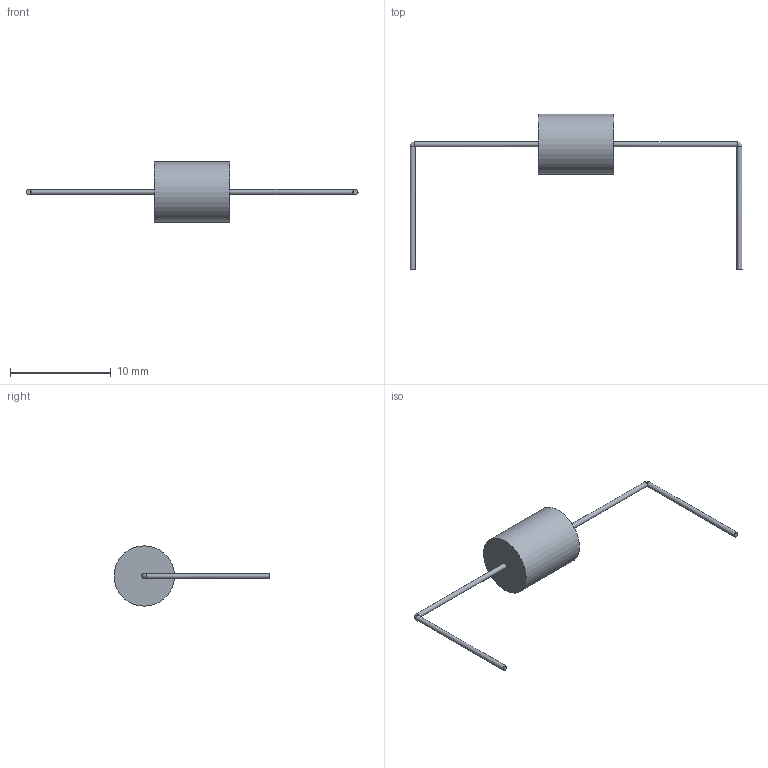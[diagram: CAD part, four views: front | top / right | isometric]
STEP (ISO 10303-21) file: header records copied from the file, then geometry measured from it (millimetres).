
FILE_DESCRIPTION(/* description */ (''),/* implementation_level */ '2;1');
FILE_NAME(/* name */ 'KC139.stp',/* time_stamp */ '2023-12-19T18:52:06+02:00',/* author */ ('user'),/* organization */ (''),/* preprocessor_version */ 'ST-DEVELOPER v19.2',/* originating_system */ 'Autodesk Inventor 2024',/* authorisation */ '');
FILE_SCHEMA (('AUTOMOTIVE_DESIGN { 1 0 10303 214 3 1 1 }'));
Length unit declared in the file: millimetre
Products named in the file (1): KC139
Bounding box: 33 x 15.5 x 6 mm (x, y, z)
Volume: 221.9 mm3; surface area: 276.2 mm2
Topology: 1 solids, 1 shells, 11 faces, 25 edges, 14 vertices
Faces by surface type: cylinder 5, plane 4, bspline 2
Full cylindrical faces by diameter (mm): 0.5 x4, 6 x1
Entity records: 378 total; most frequent: CARTESIAN_POINT 99, DIRECTION 57, ORIENTED_EDGE 42, AXIS2_PLACEMENT_3D 26, EDGE_CURVE 21, CIRCLE 14, VERTEX_POINT 14, EDGE_LOOP 13
